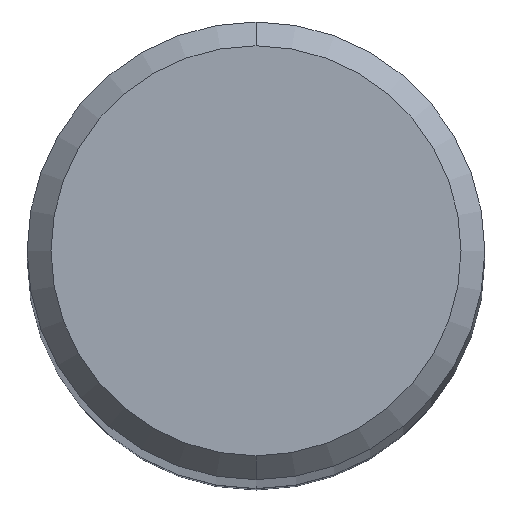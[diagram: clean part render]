
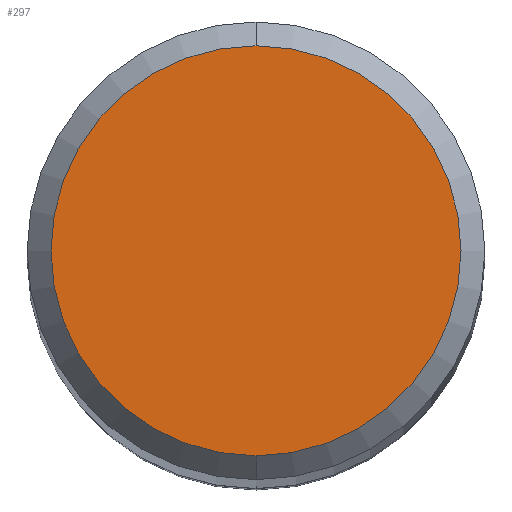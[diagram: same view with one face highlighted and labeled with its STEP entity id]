
A CAD part, top view. The second image highlights one B-rep face of the part: STEP entity #297.
In plain terms, the highlighted planar face has unit normal (0, 0, 1).
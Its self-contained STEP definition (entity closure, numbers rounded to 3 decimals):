
#147=VERTEX_POINT('',#378);
#297=ADVANCED_FACE('',(#549),#550,.T.);
#307=EDGE_CURVE('',#345,#147,#561,.T.);
#339=EDGE_CURVE('',#147,#345,#598,.T.);
#345=VERTEX_POINT('',#604);
#378=CARTESIAN_POINT('',(0.0,4.3,0.0));
#549=FACE_OUTER_BOUND('',#846,.T.);
#550=PLANE('',#847);
#561=CIRCLE('',#863,4.3);
#598=CIRCLE('',#915,4.3);
#604=CARTESIAN_POINT('',(0.,-4.3,0.0));
#846=EDGE_LOOP('',(#1158,#1159));
#847=AXIS2_PLACEMENT_3D('',#1160,#1161,#1162);
#863=AXIS2_PLACEMENT_3D('',#1178,#1179,#1180);
#915=AXIS2_PLACEMENT_3D('',#1233,#1234,#1235);
#1158=ORIENTED_EDGE('',*,*,#339,.F.);
#1159=ORIENTED_EDGE('',*,*,#307,.F.);
#1160=CARTESIAN_POINT('',(0.0,2.15,0.0));
#1161=DIRECTION('',(-0.0,0.0,1.0));
#1162=DIRECTION('',(0.0,-1.0,0.0));
#1178=CARTESIAN_POINT('',(0.0,0.0,0.0));
#1179=DIRECTION('',(0.0,0.0,-1.0));
#1180=DIRECTION('',(0.0,1.0,0.0));
#1233=CARTESIAN_POINT('',(0.0,0.0,0.0));
#1234=DIRECTION('',(0.0,0.0,-1.0));
#1235=DIRECTION('',(0.0,1.0,0.0));
